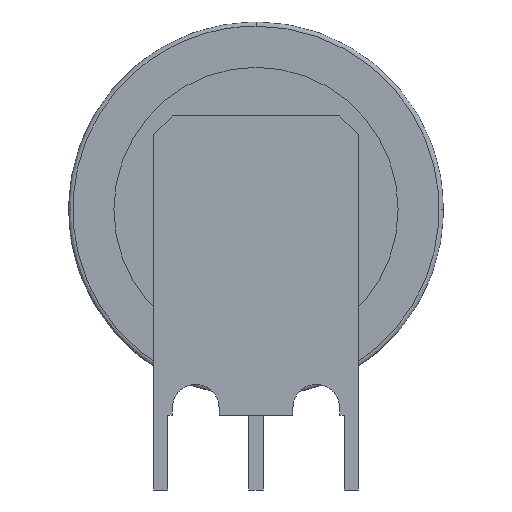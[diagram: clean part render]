
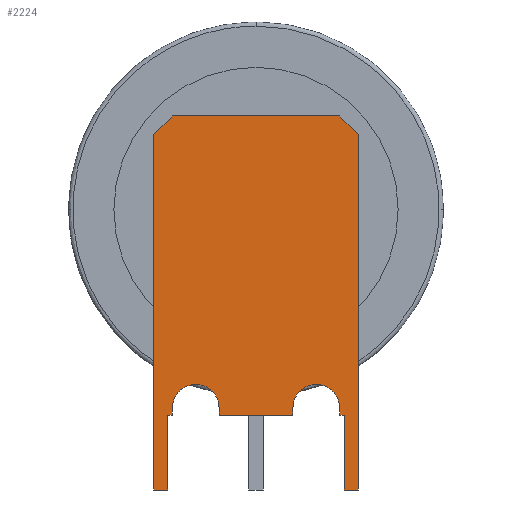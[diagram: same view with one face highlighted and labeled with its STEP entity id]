
A CAD part, left-side view. The second image highlights one B-rep face of the part: STEP entity #2224.
In plain terms, the highlighted planar face has unit normal (-1, 0, 0).
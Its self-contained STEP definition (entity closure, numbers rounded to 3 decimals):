
#78 = VECTOR ( 'NONE', #989, 1000. ) ;
#94 = ORIENTED_EDGE ( 'NONE', *, *, #1188, .T. ) ;
#95 = LINE ( 'NONE', #649, #1308 ) ;
#122 = DIRECTION ( 'NONE',  ( 0., -1., 0. ) ) ;
#136 = CARTESIAN_POINT ( 'NONE',  ( -0.15, 1.975, 0. ) ) ;
#155 = DIRECTION ( 'NONE',  ( 0., 0., -1. ) ) ;
#157 = DIRECTION ( 'NONE',  ( 0., 1., 0. ) ) ;
#176 = CARTESIAN_POINT ( 'NONE',  ( -0.15, 1.975, 0. ) ) ;
#186 = DIRECTION ( 'NONE',  ( 0., 0., -1. ) ) ;
#190 = AXIS2_PLACEMENT_3D ( 'NONE', #3210, #302, #1862 ) ;
#206 = VERTEX_POINT ( 'NONE', #3117 ) ;
#234 = ORIENTED_EDGE ( 'NONE', *, *, #2842, .T. ) ;
#253 = VERTEX_POINT ( 'NONE', #2964 ) ;
#302 = DIRECTION ( 'NONE',  ( 1., 0., 0. ) ) ;
#319 = VERTEX_POINT ( 'NONE', #363 ) ;
#327 = CARTESIAN_POINT ( 'NONE',  ( -0.15, -5.475, 15. ) ) ;
#336 = DIRECTION ( 'NONE',  ( 0., 0., -1. ) ) ;
#345 = VECTOR ( 'NONE', #122, 1000. ) ;
#355 = ORIENTED_EDGE ( 'NONE', *, *, #1888, .T. ) ;
#363 = CARTESIAN_POINT ( 'NONE',  ( -0.15, -4.475, 0. ) ) ;
#371 = LINE ( 'NONE', #3036, #633 ) ;
#401 = FACE_OUTER_BOUND ( 'NONE', #3072, .T. ) ;
#402 = VECTOR ( 'NONE', #2032, 1000. ) ;
#406 = ORIENTED_EDGE ( 'NONE', *, *, #3109, .T. ) ;
#407 = VECTOR ( 'NONE', #2309, 1000. ) ;
#408 = LINE ( 'NONE', #1502, #402 ) ;
#412 = EDGE_CURVE ( 'NONE', #2755, #319, #2266, .T. ) ;
#419 = CARTESIAN_POINT ( 'NONE',  ( -0.15, -5.475, -4. ) ) ;
#455 = VECTOR ( 'NONE', #2897, 1000. ) ;
#460 = AXIS2_PLACEMENT_3D ( 'NONE', #1199, #883, #3255 ) ;
#475 = EDGE_CURVE ( 'NONE', #1545, #3239, #3060, .T. ) ;
#528 = VERTEX_POINT ( 'NONE', #327 ) ;
#540 = DIRECTION ( 'NONE',  ( 1., 0., 0. ) ) ;
#555 = ORIENTED_EDGE ( 'NONE', *, *, #2118, .T. ) ;
#592 = ORIENTED_EDGE ( 'NONE', *, *, #1275, .T. ) ;
#633 = VECTOR ( 'NONE', #2258, 1000. ) ;
#636 = ORIENTED_EDGE ( 'NONE', *, *, #2969, .T. ) ;
#649 = CARTESIAN_POINT ( 'NONE',  ( -0.15, 0., -4. ) ) ;
#672 = VERTEX_POINT ( 'NONE', #1325 ) ;
#704 = DIRECTION ( 'NONE',  ( 0., 0., -1. ) ) ;
#705 = ORIENTED_EDGE ( 'NONE', *, *, #3066, .T. ) ;
#731 = LINE ( 'NONE', #2589, #1248 ) ;
#795 = ORIENTED_EDGE ( 'NONE', *, *, #2901, .T. ) ;
#799 = AXIS2_PLACEMENT_3D ( 'NONE', #2187, #540, #336 ) ;
#809 = VECTOR ( 'NONE', #2984, 1000. ) ;
#854 = CARTESIAN_POINT ( 'NONE',  ( -0.15, -4.475, 0.4 ) ) ;
#875 = CARTESIAN_POINT ( 'NONE',  ( -0.15, -1.975, 0. ) ) ;
#883 = DIRECTION ( 'NONE',  ( -1., 0., 0. ) ) ;
#907 = CARTESIAN_POINT ( 'NONE',  ( -0.15, 0., -4. ) ) ;
#914 = VECTOR ( 'NONE', #1876, 1000. ) ;
#971 = VERTEX_POINT ( 'NONE', #875 ) ;
#989 = DIRECTION ( 'NONE',  ( 0., 0., -1. ) ) ;
#1020 = EDGE_CURVE ( 'NONE', #2378, #2755, #2740, .T. ) ;
#1074 = LINE ( 'NONE', #3184, #914 ) ;
#1102 = CARTESIAN_POINT ( 'NONE',  ( -0.15, -1.975, 0. ) ) ;
#1129 = ORIENTED_EDGE ( 'NONE', *, *, #1020, .T. ) ;
#1186 = VECTOR ( 'NONE', #157, 1000. ) ;
#1188 = EDGE_CURVE ( 'NONE', #1756, #971, #1074, .T. ) ;
#1193 = ORIENTED_EDGE ( 'NONE', *, *, #2335, .T. ) ;
#1199 = CARTESIAN_POINT ( 'NONE',  ( -0.15, 0., 0. ) ) ;
#1216 = EDGE_CURVE ( 'NONE', #2365, #2949, #2533, .T. ) ;
#1218 = DIRECTION ( 'NONE',  ( 0., -1., 0. ) ) ;
#1223 = DIRECTION ( 'NONE',  ( 0., 0., 1. ) ) ;
#1237 = LINE ( 'NONE', #3086, #455 ) ;
#1248 = VECTOR ( 'NONE', #3158, 1000. ) ;
#1275 = EDGE_CURVE ( 'NONE', #319, #2365, #3333, .T. ) ;
#1297 = VERTEX_POINT ( 'NONE', #1461 ) ;
#1306 = CARTESIAN_POINT ( 'NONE',  ( -0.15, 5.475, 0. ) ) ;
#1308 = VECTOR ( 'NONE', #1218, 1000. ) ;
#1311 = CARTESIAN_POINT ( 'NONE',  ( -0.15, 5.475, -4. ) ) ;
#1321 = LINE ( 'NONE', #2882, #407 ) ;
#1325 = CARTESIAN_POINT ( 'NONE',  ( -0.15, 5.475, 15. ) ) ;
#1415 = VERTEX_POINT ( 'NONE', #1311 ) ;
#1461 = CARTESIAN_POINT ( 'NONE',  ( -0.15, 4.475, 0. ) ) ;
#1489 = CARTESIAN_POINT ( 'NONE',  ( -0.15, -4.725, -4. ) ) ;
#1502 = CARTESIAN_POINT ( 'NONE',  ( -0.15, -5.475, 15. ) ) ;
#1545 = VERTEX_POINT ( 'NONE', #3077 ) ;
#1585 = VECTOR ( 'NONE', #1223, 1000. ) ;
#1589 = CIRCLE ( 'NONE', #190, 1.25 ) ;
#1716 = ORIENTED_EDGE ( 'NONE', *, *, #475, .T. ) ;
#1756 = VERTEX_POINT ( 'NONE', #136 ) ;
#1775 = ORIENTED_EDGE ( 'NONE', *, *, #1995, .T. ) ;
#1862 = DIRECTION ( 'NONE',  ( 0., 0., -1. ) ) ;
#1876 = DIRECTION ( 'NONE',  ( 0., -1., 0. ) ) ;
#1888 = EDGE_CURVE ( 'NONE', #3131, #2723, #1589, .T. ) ;
#1935 = LINE ( 'NONE', #1102, #809 ) ;
#1985 = CARTESIAN_POINT ( 'NONE',  ( -0.15, 4.725, 0. ) ) ;
#1995 = EDGE_CURVE ( 'NONE', #971, #2378, #1935, .T. ) ;
#2032 = DIRECTION ( 'NONE',  ( 0., 0.707, 0.707 ) ) ;
#2054 = ORIENTED_EDGE ( 'NONE', *, *, #2947, .T. ) ;
#2072 = VECTOR ( 'NONE', #155, 1000. ) ;
#2095 = CARTESIAN_POINT ( 'NONE',  ( -0.15, -1.975, 0.4 ) ) ;
#2118 = EDGE_CURVE ( 'NONE', #1297, #3131, #371, .T. ) ;
#2119 = ORIENTED_EDGE ( 'NONE', *, *, #1216, .T. ) ;
#2124 = ORIENTED_EDGE ( 'NONE', *, *, #2382, .T. ) ;
#2187 = CARTESIAN_POINT ( 'NONE',  ( -0.15, -3.225, 0.4 ) ) ;
#2224 = ADVANCED_FACE ( 'NONE', ( #401 ), #2484, .T. ) ;
#2241 = LINE ( 'NONE', #1985, #1585 ) ;
#2258 = DIRECTION ( 'NONE',  ( 0., 0., 1. ) ) ;
#2266 = LINE ( 'NONE', #2805, #2408 ) ;
#2302 = CARTESIAN_POINT ( 'NONE',  ( -0.15, -4.725, 0. ) ) ;
#2309 = DIRECTION ( 'NONE',  ( 0., -1., 0. ) ) ;
#2335 = EDGE_CURVE ( 'NONE', #1415, #253, #95, .T. ) ;
#2365 = VERTEX_POINT ( 'NONE', #2302 ) ;
#2378 = VERTEX_POINT ( 'NONE', #2095 ) ;
#2382 = EDGE_CURVE ( 'NONE', #2723, #1756, #2563, .T. ) ;
#2408 = VECTOR ( 'NONE', #704, 1000. ) ;
#2484 = PLANE ( 'NONE',  #460 ) ;
#2485 = CARTESIAN_POINT ( 'NONE',  ( -0.15, 4.475, 16. ) ) ;
#2512 = CARTESIAN_POINT ( 'NONE',  ( -0.15, -4.725, 0. ) ) ;
#2533 = LINE ( 'NONE', #2512, #2072 ) ;
#2563 = LINE ( 'NONE', #176, #78 ) ;
#2589 = CARTESIAN_POINT ( 'NONE',  ( -0.15, -5.475, 0. ) ) ;
#2607 = VECTOR ( 'NONE', #186, 1000. ) ;
#2616 = LINE ( 'NONE', #1306, #2607 ) ;
#2640 = EDGE_CURVE ( 'NONE', #3244, #528, #731, .T. ) ;
#2723 = VERTEX_POINT ( 'NONE', #2971 ) ;
#2740 = CIRCLE ( 'NONE', #799, 1.25 ) ;
#2753 = CARTESIAN_POINT ( 'NONE',  ( -0.15, 0., 0. ) ) ;
#2755 = VERTEX_POINT ( 'NONE', #854 ) ;
#2763 = LINE ( 'NONE', #907, #3343 ) ;
#2805 = CARTESIAN_POINT ( 'NONE',  ( -0.15, -4.475, 0. ) ) ;
#2842 = EDGE_CURVE ( 'NONE', #2949, #3244, #2763, .T. ) ;
#2843 = ORIENTED_EDGE ( 'NONE', *, *, #412, .T. ) ;
#2882 = CARTESIAN_POINT ( 'NONE',  ( -0.15, 0., 0. ) ) ;
#2897 = DIRECTION ( 'NONE',  ( 0., 0.707, -0.707 ) ) ;
#2901 = EDGE_CURVE ( 'NONE', #253, #206, #2241, .T. ) ;
#2947 = EDGE_CURVE ( 'NONE', #528, #1545, #408, .T. ) ;
#2949 = VERTEX_POINT ( 'NONE', #1489 ) ;
#2964 = CARTESIAN_POINT ( 'NONE',  ( -0.15, 4.725, -4. ) ) ;
#2969 = EDGE_CURVE ( 'NONE', #3239, #672, #1237, .T. ) ;
#2971 = CARTESIAN_POINT ( 'NONE',  ( -0.15, 1.975, 0.4 ) ) ;
#2984 = DIRECTION ( 'NONE',  ( 0., 0., 1. ) ) ;
#3036 = CARTESIAN_POINT ( 'NONE',  ( -0.15, 4.475, 0. ) ) ;
#3037 = DIRECTION ( 'NONE',  ( 0., -1., 0. ) ) ;
#3060 = LINE ( 'NONE', #3320, #1186 ) ;
#3066 = EDGE_CURVE ( 'NONE', #206, #1297, #1321, .T. ) ;
#3072 = EDGE_LOOP ( 'NONE', ( #1716, #636, #406, #1193, #795, #705, #555, #355, #2124, #94, #1775, #1129, #2843, #592, #2119, #234, #3295, #2054 ) ) ;
#3077 = CARTESIAN_POINT ( 'NONE',  ( -0.15, -4.475, 16. ) ) ;
#3086 = CARTESIAN_POINT ( 'NONE',  ( -0.15, 4.475, 16. ) ) ;
#3109 = EDGE_CURVE ( 'NONE', #672, #1415, #2616, .T. ) ;
#3117 = CARTESIAN_POINT ( 'NONE',  ( -0.15, 4.725, 0. ) ) ;
#3120 = CARTESIAN_POINT ( 'NONE',  ( -0.15, 4.475, 0.4 ) ) ;
#3131 = VERTEX_POINT ( 'NONE', #3120 ) ;
#3158 = DIRECTION ( 'NONE',  ( 0., 0., 1. ) ) ;
#3184 = CARTESIAN_POINT ( 'NONE',  ( -0.15, 0., 0. ) ) ;
#3210 = CARTESIAN_POINT ( 'NONE',  ( -0.15, 3.225, 0.4 ) ) ;
#3239 = VERTEX_POINT ( 'NONE', #2485 ) ;
#3244 = VERTEX_POINT ( 'NONE', #419 ) ;
#3255 = DIRECTION ( 'NONE',  ( 0., 0., 1. ) ) ;
#3295 = ORIENTED_EDGE ( 'NONE', *, *, #2640, .T. ) ;
#3320 = CARTESIAN_POINT ( 'NONE',  ( -0.15, 0., 16. ) ) ;
#3333 = LINE ( 'NONE', #2753, #345 ) ;
#3343 = VECTOR ( 'NONE', #3037, 1000. ) ;
